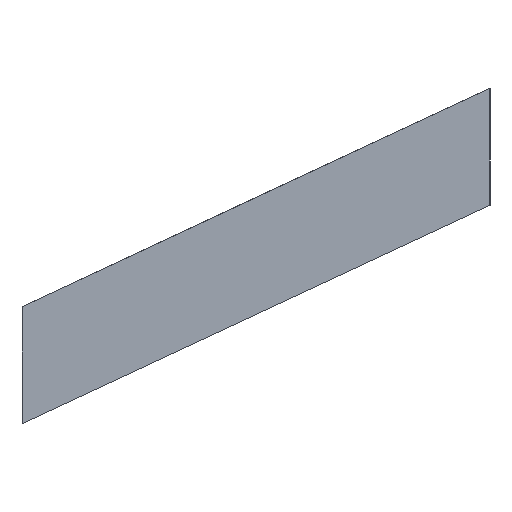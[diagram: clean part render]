
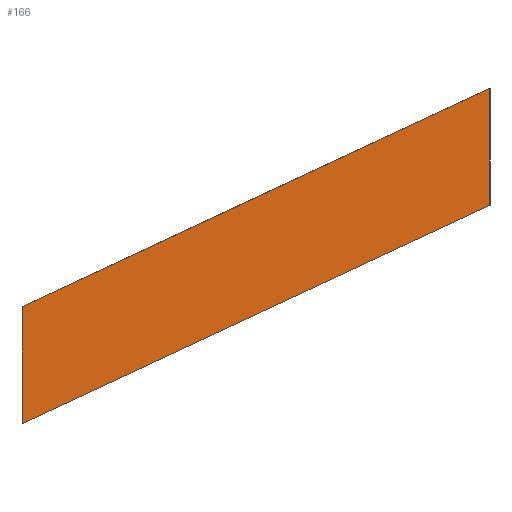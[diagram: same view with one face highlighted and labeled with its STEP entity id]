
A CAD part, left-side view. The second image highlights one B-rep face of the part: STEP entity #166.
In plain terms, the highlighted planar face has unit normal (-1, 0, 0).
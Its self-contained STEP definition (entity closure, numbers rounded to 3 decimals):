
#1 = DIRECTION ( 'NONE',  ( 0., 0.906, -0.423 ) ) ;
#9 = ORIENTED_EDGE ( 'NONE', *, *, #394, .F. ) ;
#26 = PLANE ( 'NONE',  #428 ) ;
#32 = VECTOR ( 'NONE', #342, 1000. ) ;
#38 = VERTEX_POINT ( 'NONE', #194 ) ;
#52 = VECTOR ( 'NONE', #222, 1000. ) ;
#62 = EDGE_CURVE ( 'NONE', #199, #38, #126, .T. ) ;
#70 = DIRECTION ( 'NONE',  ( 0., 0., 1. ) ) ;
#75 = CARTESIAN_POINT ( 'NONE',  ( -116., 0., 5. ) ) ;
#98 = CARTESIAN_POINT ( 'NONE',  ( -116., 0., 0. ) ) ;
#106 = LINE ( 'NONE', #75, #52 ) ;
#109 = VECTOR ( 'NONE', #70, 1000. ) ;
#122 = ORIENTED_EDGE ( 'NONE', *, *, #62, .F. ) ;
#126 = LINE ( 'NONE', #203, #344 ) ;
#150 = ORIENTED_EDGE ( 'NONE', *, *, #230, .T. ) ;
#166 = ADVANCED_FACE ( 'NONE', ( #422 ), #26, .T. ) ;
#193 = CARTESIAN_POINT ( 'NONE',  ( -116., 20., -9.326 ) ) ;
#194 = CARTESIAN_POINT ( 'NONE',  ( -116., 20., -9.326 ) ) ;
#199 = VERTEX_POINT ( 'NONE', #210 ) ;
#203 = CARTESIAN_POINT ( 'NONE',  ( -116., 0., 0. ) ) ;
#205 = EDGE_CURVE ( 'NONE', #306, #322, #106, .T. ) ;
#210 = CARTESIAN_POINT ( 'NONE',  ( -116., 0., 0. ) ) ;
#212 = CARTESIAN_POINT ( 'NONE',  ( -116., 0., 0. ) ) ;
#216 = DIRECTION ( 'NONE',  ( 0., 0., 1. ) ) ;
#222 = DIRECTION ( 'NONE',  ( 0., 0.906, -0.423 ) ) ;
#230 = EDGE_CURVE ( 'NONE', #199, #306, #396, .T. ) ;
#291 = EDGE_LOOP ( 'NONE', ( #150, #378, #9, #122 ) ) ;
#306 = VERTEX_POINT ( 'NONE', #412 ) ;
#322 = VERTEX_POINT ( 'NONE', #339 ) ;
#326 = DIRECTION ( 'NONE',  ( -1., 0., 0. ) ) ;
#333 = LINE ( 'NONE', #193, #32 ) ;
#339 = CARTESIAN_POINT ( 'NONE',  ( -116., 20., -4.326 ) ) ;
#342 = DIRECTION ( 'NONE',  ( 0., 0., 1. ) ) ;
#344 = VECTOR ( 'NONE', #1, 1000. ) ;
#378 = ORIENTED_EDGE ( 'NONE', *, *, #205, .T. ) ;
#394 = EDGE_CURVE ( 'NONE', #38, #322, #333, .T. ) ;
#396 = LINE ( 'NONE', #212, #109 ) ;
#412 = CARTESIAN_POINT ( 'NONE',  ( -116., 0., 5. ) ) ;
#422 = FACE_OUTER_BOUND ( 'NONE', #291, .T. ) ;
#428 = AXIS2_PLACEMENT_3D ( 'NONE', #98, #326, #216 ) ;
